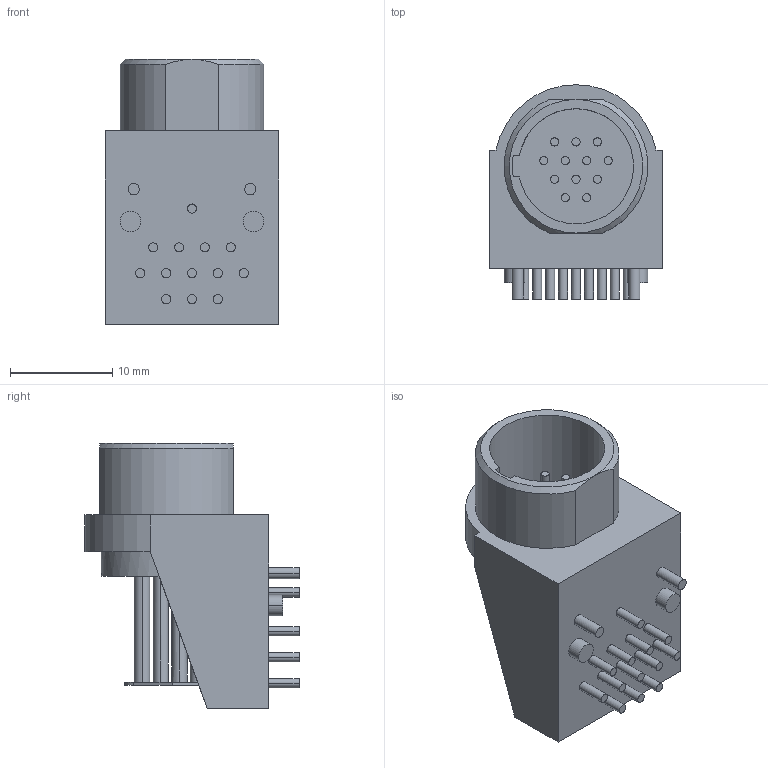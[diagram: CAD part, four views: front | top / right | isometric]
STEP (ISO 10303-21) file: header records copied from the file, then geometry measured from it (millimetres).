
FILE_DESCRIPTION((''),'2;1');
FILE_NAME('D-MPM12-H','2012-05-23T',('odo'),(''),'PRO/ENGINEER BY PARAMETRIC TECHNOLOGY CORPORATION, 2011310','PRO/ENGINEER BY PARAMETRIC TECHNOLOGY CORPORATION, 2011310','');
FILE_SCHEMA(('AUTOMOTIVE_DESIGN_CC2 { 1 2 10303 214 -1 1 5 2 }'));
Length unit declared in the file: millimetre
Products named in the file (1): D-MPM12-H
Bounding box: 17 x 21 x 26 mm (x, y, z)
Volume: 3691.6 mm3; surface area: 2949.2 mm2
Topology: 1 solids, 1 shells, 142 faces, 332 edges, 220 vertices
Faces by surface type: cylinder 88, plane 52, cone 2
Entity records: 4619 total; most frequent: CARTESIAN_POINT 972, DIRECTION 756, ORIENTED_EDGE 664, EDGE_CURVE 332, AXIS2_PLACEMENT_3D 308, VERTEX_POINT 220, COLOUR_RGB 209, EDGE_LOOP 190
